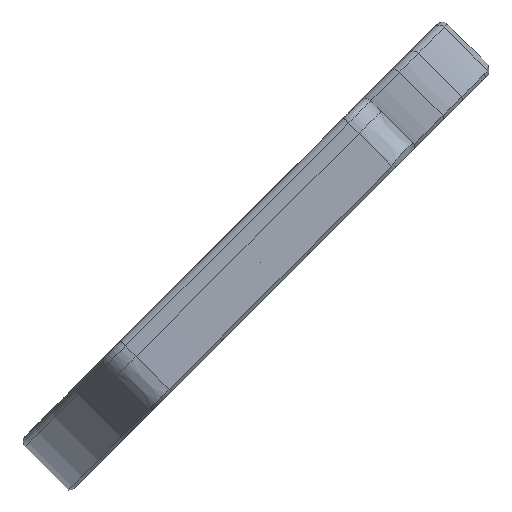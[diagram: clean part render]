
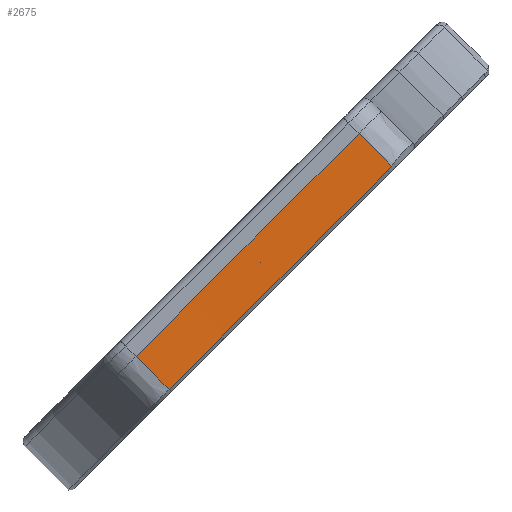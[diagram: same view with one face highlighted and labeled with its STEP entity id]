
A CAD part, left-side view. The second image highlights one B-rep face of the part: STEP entity #2675.
In plain terms, the highlighted spherical face has radius 8851.53 mm.
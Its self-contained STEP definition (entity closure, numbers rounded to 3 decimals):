
#60=SPHERICAL_SURFACE('',#2891,8851.533);
#577=B_SPLINE_CURVE_WITH_KNOTS('',3,(#4045,#4046,#4047,#4048),
 .UNSPECIFIED.,.F.,.F.,(4,4),(4.148,4.498),
 .UNSPECIFIED.);
#578=B_SPLINE_CURVE_WITH_KNOTS('',3,(#4050,#4051,#4052,#4053),
 .UNSPECIFIED.,.F.,.F.,(4,4),(3.756,4.148),
 .UNSPECIFIED.);
#585=B_SPLINE_CURVE_WITH_KNOTS('',3,(#4159,#4160,#4161,#4162),
 .UNSPECIFIED.,.F.,.F.,(4,4),(4.64,4.99),
 .UNSPECIFIED.);
#586=B_SPLINE_CURVE_WITH_KNOTS('',3,(#4164,#4165,#4166,#4167),
 .UNSPECIFIED.,.F.,.F.,(4,4),(4.99,5.39),
 .UNSPECIFIED.);
#587=B_SPLINE_CURVE_WITH_KNOTS('',3,(#4172,#4173,#4174,#4175,#4176,#4177),
 .UNSPECIFIED.,.F.,.F.,(4,2,4),(0.177,0.248,0.277),
 .UNSPECIFIED.);
#656=FACE_OUTER_BOUND('',#834,.T.);
#834=EDGE_LOOP('',(#1896,#1897,#1898,#1899,#1900,#1901,#1902,#1903,#1904,
#1905,#1906));
#1050=CIRCLE('',#2889,8851.533);
#1051=CIRCLE('',#2890,8851.533);
#1052=CIRCLE('',#2892,8851.533);
#1053=CIRCLE('',#2893,8851.532);
#1054=CIRCLE('',#2894,8851.532);
#1188=VERTEX_POINT('',#4032);
#1190=VERTEX_POINT('',#4044);
#1191=VERTEX_POINT('',#4049);
#1221=VERTEX_POINT('',#4150);
#1222=VERTEX_POINT('',#4152);
#1223=VERTEX_POINT('',#4156);
#1224=VERTEX_POINT('',#4158);
#1225=VERTEX_POINT('',#4163);
#1226=VERTEX_POINT('',#4168);
#1227=VERTEX_POINT('',#4170);
#1442=EDGE_CURVE('',#1190,#1188,#577,.T.);
#1443=EDGE_CURVE('',#1191,#1190,#578,.T.);
#1479=EDGE_CURVE('',#1222,#1221,#1050,.T.);
#1480=EDGE_CURVE('',#1188,#1222,#1051,.T.);
#1481=EDGE_CURVE('',#1222,#1223,#1052,.T.);
#1482=EDGE_CURVE('',#1221,#1224,#585,.T.);
#1483=EDGE_CURVE('',#1224,#1225,#586,.T.);
#1484=EDGE_CURVE('',#1225,#1226,#1053,.T.);
#1485=EDGE_CURVE('',#1226,#1227,#1054,.T.);
#1486=EDGE_CURVE('',#1227,#1191,#587,.T.);
#1896=ORIENTED_EDGE('',*,*,#1443,.T.);
#1897=ORIENTED_EDGE('',*,*,#1442,.T.);
#1898=ORIENTED_EDGE('',*,*,#1480,.T.);
#1899=ORIENTED_EDGE('',*,*,#1481,.T.);
#1900=ORIENTED_EDGE('',*,*,#1481,.F.);
#1901=ORIENTED_EDGE('',*,*,#1479,.T.);
#1902=ORIENTED_EDGE('',*,*,#1482,.T.);
#1903=ORIENTED_EDGE('',*,*,#1483,.T.);
#1904=ORIENTED_EDGE('',*,*,#1484,.T.);
#1905=ORIENTED_EDGE('',*,*,#1485,.T.);
#1906=ORIENTED_EDGE('',*,*,#1486,.T.);
#2675=ADVANCED_FACE('',(#656),#60,.F.);
#2889=AXIS2_PLACEMENT_3D('',#4153,#3243,#3244);
#2890=AXIS2_PLACEMENT_3D('',#4154,#3245,#3246);
#2891=AXIS2_PLACEMENT_3D('',#4155,#3247,#3248);
#2892=AXIS2_PLACEMENT_3D('',#4157,#3249,#3250);
#2893=AXIS2_PLACEMENT_3D('',#4169,#3251,#3252);
#2894=AXIS2_PLACEMENT_3D('',#4171,#3253,#3254);
#3243=DIRECTION('center_axis',(0.,0.707,0.707));
#3244=DIRECTION('ref_axis',(0.,0.707,-0.707));
#3245=DIRECTION('center_axis',(0.,0.707,0.707));
#3246=DIRECTION('ref_axis',(0.,0.707,-0.707));
#3247=DIRECTION('center_axis',(1.,0.001,-0.001));
#3248=DIRECTION('ref_axis',(0.,-0.707,-0.707));
#3249=DIRECTION('center_axis',(-0.001,0.707,-0.707));
#3250=DIRECTION('ref_axis',(0.,0.707,0.707));
#3251=DIRECTION('center_axis',(0.,-0.707,
-0.707));
#3252=DIRECTION('ref_axis',(0.,0.707,-0.707));
#3253=DIRECTION('center_axis',(0.,-0.707,
-0.707));
#3254=DIRECTION('ref_axis',(0.,0.707,-0.707));
#4032=CARTESIAN_POINT('',(-258.476,-53.203,63.102));
#4044=CARTESIAN_POINT('',(-258.475,-55.677,60.627));
#4045=CARTESIAN_POINT('Ctrl Pts',(-258.475,-55.677,60.627));
#4046=CARTESIAN_POINT('Ctrl Pts',(-258.475,-54.852,61.452));
#4047=CARTESIAN_POINT('Ctrl Pts',(-258.475,-54.027,62.277));
#4048=CARTESIAN_POINT('Ctrl Pts',(-258.476,-53.203,63.102));
#4049=CARTESIAN_POINT('',(-258.476,-58.447,57.857));
#4050=CARTESIAN_POINT('Ctrl Pts',(-258.476,-58.447,57.857));
#4051=CARTESIAN_POINT('Ctrl Pts',(-258.475,-57.524,58.781));
#4052=CARTESIAN_POINT('Ctrl Pts',(-258.475,-56.601,59.704));
#4053=CARTESIAN_POINT('Ctrl Pts',(-258.475,-55.677,60.627));
#4150=CARTESIAN_POINT('',(-258.53,-17.449,27.348));
#4152=CARTESIAN_POINT('',(-258.467,-34.891,44.791));
#4153=CARTESIAN_POINT('Origin',(-9109.994,-42.05,51.95));
#4154=CARTESIAN_POINT('Origin',(-9109.994,-42.05,51.95));
#4155=CARTESIAN_POINT('Origin',(-9109.994,-44.525,49.475));
#4156=CARTESIAN_POINT('',(-258.467,-37.366,42.316));
#4157=CARTESIAN_POINT('Origin',(-9109.994,-44.525,49.475));
#4158=CARTESIAN_POINT('',(-258.529,-19.923,24.873));
#4159=CARTESIAN_POINT('Ctrl Pts',(-258.53,-17.449,27.348));
#4160=CARTESIAN_POINT('Ctrl Pts',(-258.529,-18.273,26.523));
#4161=CARTESIAN_POINT('Ctrl Pts',(-258.529,-19.098,25.698));
#4162=CARTESIAN_POINT('Ctrl Pts',(-258.529,-19.923,24.873));
#4163=CARTESIAN_POINT('',(-258.53,-22.752,22.045));
#4164=CARTESIAN_POINT('Ctrl Pts',(-258.529,-19.923,24.873));
#4165=CARTESIAN_POINT('Ctrl Pts',(-258.529,-20.866,23.93));
#4166=CARTESIAN_POINT('Ctrl Pts',(-258.53,-21.809,22.988));
#4167=CARTESIAN_POINT('Ctrl Pts',(-258.53,-22.752,22.045));
#4168=CARTESIAN_POINT('',(-258.468,-40.194,39.487));
#4169=CARTESIAN_POINT('Origin',(-9109.994,-47.354,46.647));
#4170=CARTESIAN_POINT('',(-258.474,-57.798,57.091));
#4171=CARTESIAN_POINT('Origin',(-9109.994,-47.354,46.647));
#4172=CARTESIAN_POINT('Ctrl Pts',(-258.474,-57.798,57.091));
#4173=CARTESIAN_POINT('Ctrl Pts',(-258.474,-57.966,57.259));
#4174=CARTESIAN_POINT('Ctrl Pts',(-258.475,-58.123,57.436));
#4175=CARTESIAN_POINT('Ctrl Pts',(-258.475,-58.331,57.7));
#4176=CARTESIAN_POINT('Ctrl Pts',(-258.476,-58.39,57.778));
#4177=CARTESIAN_POINT('Ctrl Pts',(-258.476,-58.447,57.857));
